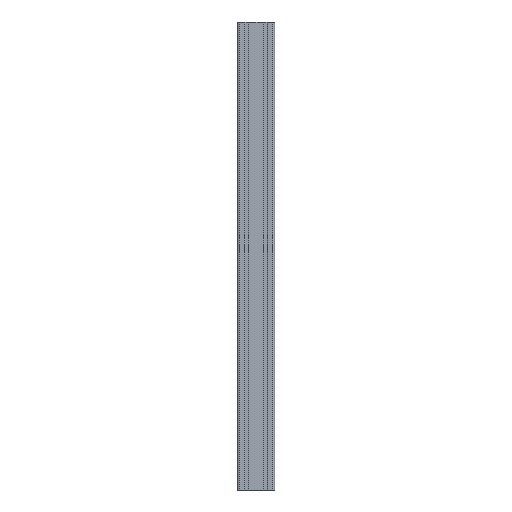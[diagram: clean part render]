
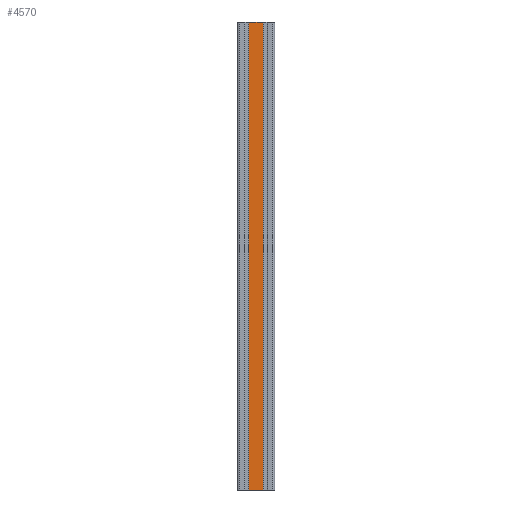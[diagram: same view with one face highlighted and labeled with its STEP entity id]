
A CAD part, front view. The second image highlights one B-rep face of the part: STEP entity #4570.
In plain terms, the highlighted planar face has unit normal (0, -1, 0).
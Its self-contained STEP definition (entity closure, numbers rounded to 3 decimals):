
#73=PLANE($,#4895);
#234=FACE_OUTER_BOUND($,#470,.T.);
#470=EDGE_LOOP($,(#3300,#3301,#3302,#3303));
#800=LINE($,#7112,#1264);
#801=LINE($,#7115,#1265);
#802=LINE($,#7117,#1266);
#803=LINE($,#7118,#1267);
#1264=VECTOR($,#5703,1000.);
#1265=VECTOR($,#5706,30.);
#1266=VECTOR($,#5707,30.);
#1267=VECTOR($,#5708,1000.);
#1968=VERTEX_POINT($,#7108);
#1969=VERTEX_POINT($,#7110);
#1970=VERTEX_POINT($,#7114);
#1971=VERTEX_POINT($,#7116);
#2518=EDGE_CURVE($,#1968,#1969,#800,.T.);
#2519=EDGE_CURVE($,#1970,#1968,#801,.T.);
#2520=EDGE_CURVE($,#1971,#1969,#802,.T.);
#2521=EDGE_CURVE($,#1970,#1971,#803,.T.);
#3300=ORIENTED_EDGE($,*,*,#2519,.T.);
#3301=ORIENTED_EDGE($,*,*,#2518,.T.);
#3302=ORIENTED_EDGE($,*,*,#2520,.F.);
#3303=ORIENTED_EDGE($,*,*,#2521,.F.);
#4570=ADVANCED_FACE($,(#234),#73,.T.);
#4895=AXIS2_PLACEMENT_3D($,#7113,#5704,#5705);
#5703=DIRECTION($,(0.,0.,1.));
#5704=DIRECTION('center_axis',(0.,-1.,0.));
#5705=DIRECTION('ref_axis',(1.,0.,0.));
#5706=DIRECTION($,(1.,0.,0.));
#5707=DIRECTION($,(1.,0.,0.));
#5708=DIRECTION($,(0.,0.,1.));
#7108=CARTESIAN_POINT('',(30.,-40.,0.));
#7110=CARTESIAN_POINT('',(30.,-40.,1000.));
#7112=CARTESIAN_POINT($,(30.,-40.,0.));
#7113=CARTESIAN_POINT('Origin',(0.,-40.,0.));
#7114=CARTESIAN_POINT('',(0.,-40.,0.));
#7115=CARTESIAN_POINT($,(0.,-40.,0.));
#7116=CARTESIAN_POINT('',(0.,-40.,1000.));
#7117=CARTESIAN_POINT($,(0.,-40.,1000.));
#7118=CARTESIAN_POINT($,(0.,-40.,0.));
